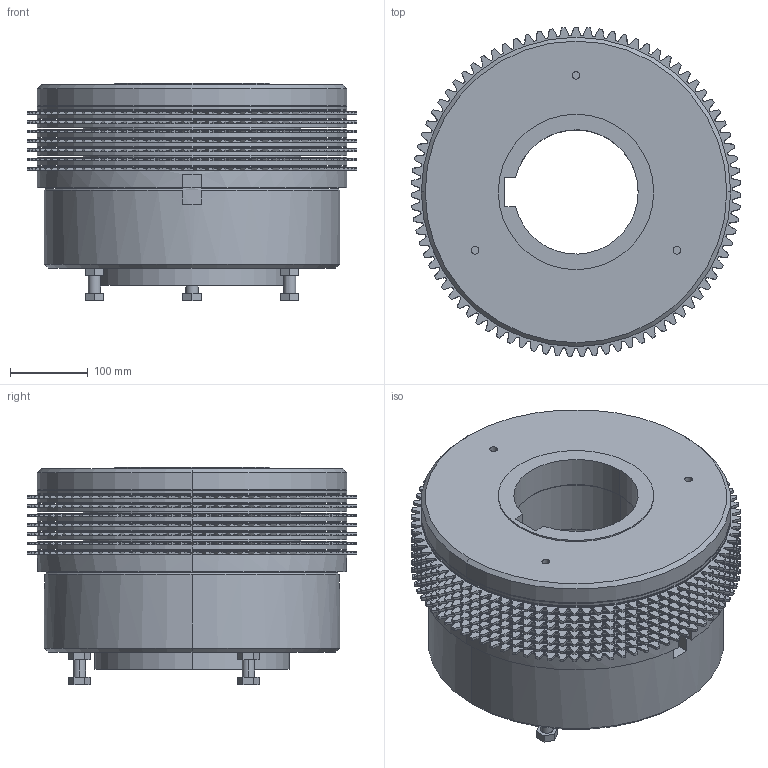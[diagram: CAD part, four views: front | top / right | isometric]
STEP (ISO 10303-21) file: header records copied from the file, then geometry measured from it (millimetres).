
FILE_DESCRIPTION (( 'STEP AP203' ), '1' );
FILE_NAME ('HO1607.STEP', '2017-10-27T06:19:43', ( '新井重治' ), ( '小倉クラッチ' ), 'SwSTEP 2.0', 'SolidWorks 2009', '' );
FILE_SCHEMA (( 'CONFIG_CONTROL_DESIGN' ));
Products named in the file (1): HO1607
Bounding box: 423.98 x 423.92 x 280 mm (x, y, z)
Volume: 21167124.5 mm3; surface area: 2315903.7 mm2
Topology: 1 solids, 6 shells, 4140 faces, 12055 edges, 8018 vertices
Faces by surface type: cylinder 2188, bspline 1162, plane 760, cone 30
Entity records: 279946 total; most frequent: CARTESIAN_POINT 174126, ORIENTED_EDGE 24078, DIRECTION 20065, EDGE_CURVE 12039, VERTEX_POINT 8018, AXIS2_PLACEMENT_3D 7381, VECTOR 5303, LINE 5303
